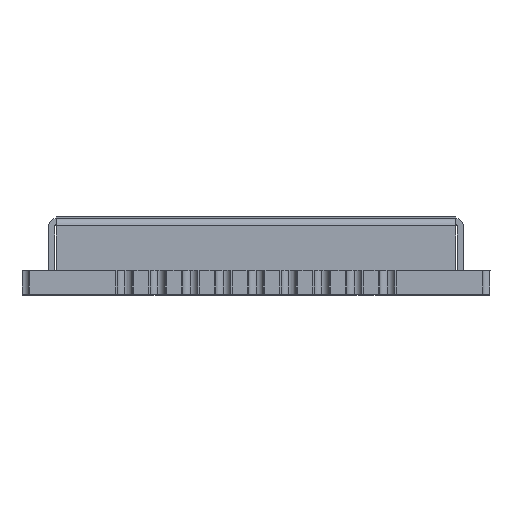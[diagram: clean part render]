
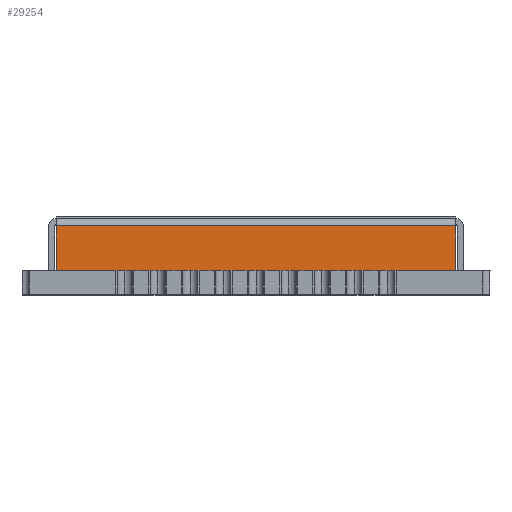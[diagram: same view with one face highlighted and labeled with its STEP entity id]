
A CAD part, top view. The second image highlights one B-rep face of the part: STEP entity #29254.
In plain terms, the highlighted planar face has unit normal (0, 0, 1).
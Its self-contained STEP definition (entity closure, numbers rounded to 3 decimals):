
#866 = VERTEX_POINT ( 'NONE', #16731 ) ;
#2104 = CARTESIAN_POINT ( 'NONE',  ( 6.696, 0.8, 7.9 ) ) ;
#3506 = EDGE_LOOP ( 'NONE', ( #7836, #16472, #33654, #26246 ) ) ;
#3805 = LINE ( 'NONE', #8040, #33927 ) ;
#4370 = LINE ( 'NONE', #7549, #29171 ) ;
#5150 = DIRECTION ( 'NONE',  ( -1., 0., 0. ) ) ;
#5467 = VECTOR ( 'NONE', #9636, 1000. ) ;
#7229 = AXIS2_PLACEMENT_3D ( 'NONE', #15846, #15497, #5150 ) ;
#7549 = CARTESIAN_POINT ( 'NONE',  ( -6.696, 0.441, 7.9 ) ) ;
#7836 = ORIENTED_EDGE ( 'NONE', *, *, #16495, .T. ) ;
#8040 = CARTESIAN_POINT ( 'NONE',  ( 6.696, 0.441, 7.9 ) ) ;
#9167 = DIRECTION ( 'NONE',  ( 1., 0., 0. ) ) ;
#9460 = FACE_OUTER_BOUND ( 'NONE', #3506, .T. ) ;
#9636 = DIRECTION ( 'NONE',  ( -1., 0., 0. ) ) ;
#10567 = CARTESIAN_POINT ( 'NONE',  ( -6.696, 0.8, 7.9 ) ) ;
#15497 = DIRECTION ( 'NONE',  ( 0., 0., -1. ) ) ;
#15846 = CARTESIAN_POINT ( 'NONE',  ( -6.95, 2.55, 7.9 ) ) ;
#16472 = ORIENTED_EDGE ( 'NONE', *, *, #30489, .T. ) ;
#16495 = EDGE_CURVE ( 'NONE', #33548, #23693, #21082, .T. ) ;
#16731 = CARTESIAN_POINT ( 'NONE',  ( 6.696, 2.296, 7.9 ) ) ;
#19183 = CARTESIAN_POINT ( 'NONE',  ( -6.696, 2.296, 7.9 ) ) ;
#21082 = LINE ( 'NONE', #30197, #30317 ) ;
#21315 = DIRECTION ( 'NONE',  ( 0., 1., 0. ) ) ;
#23693 = VERTEX_POINT ( 'NONE', #2104 ) ;
#24843 = EDGE_CURVE ( 'NONE', #866, #25206, #28571, .T. ) ;
#25206 = VERTEX_POINT ( 'NONE', #19183 ) ;
#25957 = CARTESIAN_POINT ( 'NONE',  ( -6.95, 2.296, 7.9 ) ) ;
#26246 = ORIENTED_EDGE ( 'NONE', *, *, #31790, .F. ) ;
#26406 = PLANE ( 'NONE',  #7229 ) ;
#28571 = LINE ( 'NONE', #25957, #5467 ) ;
#29021 = DIRECTION ( 'NONE',  ( 0., 1., 0. ) ) ;
#29171 = VECTOR ( 'NONE', #29021, 1000. ) ;
#29254 = ADVANCED_FACE ( 'NONE', ( #9460 ), #26406, .F. ) ;
#30197 = CARTESIAN_POINT ( 'NONE',  ( -6.95, 0.8, 7.9 ) ) ;
#30317 = VECTOR ( 'NONE', #9167, 1000. ) ;
#30489 = EDGE_CURVE ( 'NONE', #23693, #866, #3805, .T. ) ;
#31790 = EDGE_CURVE ( 'NONE', #33548, #25206, #4370, .T. ) ;
#33548 = VERTEX_POINT ( 'NONE', #10567 ) ;
#33654 = ORIENTED_EDGE ( 'NONE', *, *, #24843, .T. ) ;
#33927 = VECTOR ( 'NONE', #21315, 1000. ) ;
